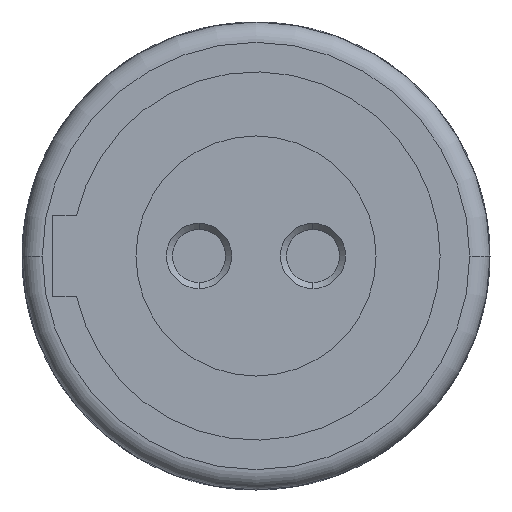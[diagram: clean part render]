
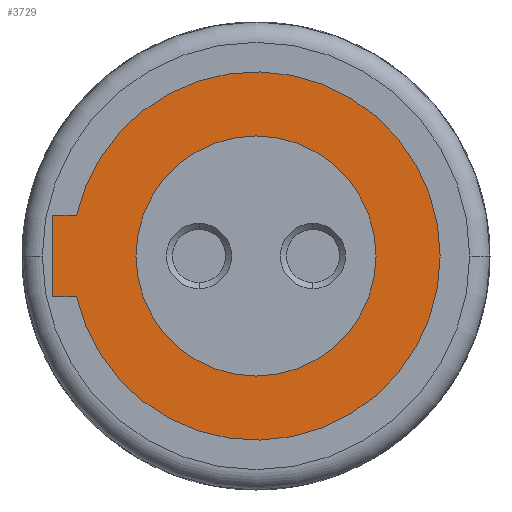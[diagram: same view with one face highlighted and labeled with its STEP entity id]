
A CAD part, left-side view. The second image highlights one B-rep face of the part: STEP entity #3729.
In plain terms, the highlighted planar face has unit normal (-1, 0, 0).
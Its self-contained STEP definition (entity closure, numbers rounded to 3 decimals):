
#1=DIRECTION('',(0.,1.,0.));
#2=VECTOR('',#1,0.587);
#3=CARTESIAN_POINT('',(0.,4.413,-1.));
#4=LINE('',#3,#2);
#5=DIRECTION('',(0.,0.,1.));
#6=VECTOR('',#5,2.);
#7=CARTESIAN_POINT('',(0.,5.,-1.));
#8=LINE('',#7,#6);
#9=DIRECTION('',(0.,-1.,0.));
#10=VECTOR('',#9,0.587);
#11=CARTESIAN_POINT('',(0.,5.,1.));
#12=LINE('',#11,#10);
#13=CARTESIAN_POINT('',(0.,0.,0.));
#14=DIRECTION('',(1.,0.,0.));
#15=DIRECTION('',(0.,0.,-1.));
#16=AXIS2_PLACEMENT_3D('',#13,#14,#15);
#18=CARTESIAN_POINT('',(0.,0.,0.));
#19=DIRECTION('',(1.,0.,0.));
#20=DIRECTION('',(0.,0.,1.));
#21=AXIS2_PLACEMENT_3D('',#18,#19,#20);
#32=CARTESIAN_POINT('',(0.,0.,0.));
#33=DIRECTION('',(-1.,0.,0.));
#34=DIRECTION('',(0.,0.975,-0.221));
#35=AXIS2_PLACEMENT_3D('',#32,#33,#34);
#3388=CARTESIAN_POINT('',(0.,0.,-2.95));
#3389=VERTEX_POINT('',#3388);
#3390=CARTESIAN_POINT('',(0.,0.,2.95));
#3391=VERTEX_POINT('',#3390);
#3464=CARTESIAN_POINT('',(0.,5.,-1.));
#3465=CARTESIAN_POINT('',(0.,5.,1.));
#3466=VERTEX_POINT('',#3464);
#3467=VERTEX_POINT('',#3465);
#3468=CARTESIAN_POINT('',(0.,4.413,-1.));
#3469=VERTEX_POINT('',#3468);
#3470=CARTESIAN_POINT('',(0.,4.413,1.));
#3471=VERTEX_POINT('',#3470);
#3708=CARTESIAN_POINT('',(0.,0.,0.));
#3709=DIRECTION('',(1.,0.,0.));
#3710=DIRECTION('',(0.,0.,-1.));
#3711=AXIS2_PLACEMENT_3D('',#3708,#3709,#3710);
#3712=PLANE('',#3711);
#3714=ORIENTED_EDGE('',*,*,#3713,.F.);
#3716=ORIENTED_EDGE('',*,*,#3715,.T.);
#3718=ORIENTED_EDGE('',*,*,#3717,.T.);
#3720=ORIENTED_EDGE('',*,*,#3719,.T.);
#3721=EDGE_LOOP('',(#3714,#3716,#3718,#3720));
#3722=FACE_OUTER_BOUND('',#3721,.F.);
#3724=ORIENTED_EDGE('',*,*,#3723,.F.);
#3726=ORIENTED_EDGE('',*,*,#3725,.F.);
#3727=EDGE_LOOP('',(#3724,#3726));
#3728=FACE_BOUND('',#3727,.F.);
#3729=ADVANCED_FACE('',(#3722,#3728),#3712,.F.);
#17=CIRCLE('',#16,2.95);
#22=CIRCLE('',#21,2.95);
#36=CIRCLE('',#35,4.525);
#3713=EDGE_CURVE('',#3469,#3471,#36,.T.);
#3715=EDGE_CURVE('',#3469,#3466,#4,.T.);
#3717=EDGE_CURVE('',#3466,#3467,#8,.T.);
#3719=EDGE_CURVE('',#3467,#3471,#12,.T.);
#3723=EDGE_CURVE('',#3389,#3391,#17,.T.);
#3725=EDGE_CURVE('',#3391,#3389,#22,.T.);
